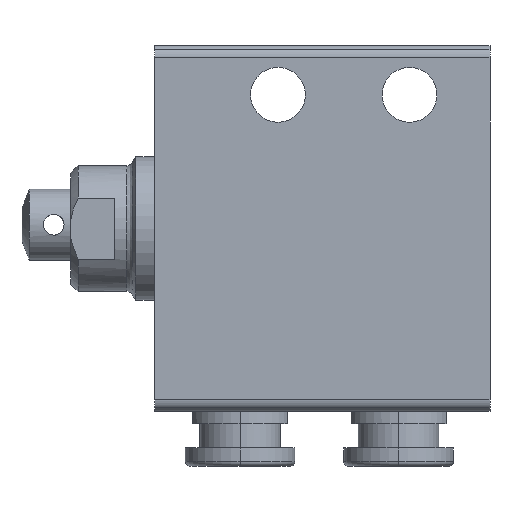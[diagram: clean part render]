
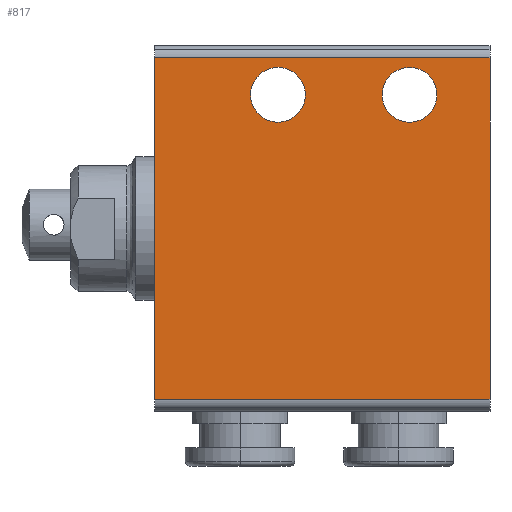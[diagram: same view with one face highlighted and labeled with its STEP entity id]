
A CAD part, left-side view. The second image highlights one B-rep face of the part: STEP entity #817.
In plain terms, the highlighted planar face has unit normal (-1, 0, 0).
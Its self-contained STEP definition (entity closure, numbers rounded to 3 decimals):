
#152=CARTESIAN_POINT('',(-7.5,3.65,8.727));
#153=VERTEX_POINT('',#152);
#162=CARTESIAN_POINT('',(-7.5,3.65,13.227));
#163=VERTEX_POINT('',#162);
#164=CARTESIAN_POINT('',(-7.5,3.65,10.977));
#165=DIRECTION('',(1.0,0.0,0.0));
#166=DIRECTION('',(0.0,0.0,-1.0));
#167=AXIS2_PLACEMENT_3D('',#164,#165,#166);
#168=CIRCLE('',#167,2.25);
#169=EDGE_CURVE('',#163,#153,#168,.T.);
#194=CARTESIAN_POINT('',(-7.5,-7.15,8.727));
#195=VERTEX_POINT('',#194);
#204=CARTESIAN_POINT('',(-7.5,-7.15,13.227));
#205=VERTEX_POINT('',#204);
#206=CARTESIAN_POINT('',(-7.5,-7.15,10.977));
#207=DIRECTION('',(1.0,0.0,0.0));
#208=DIRECTION('',(0.0,0.0,-1.0));
#209=AXIS2_PLACEMENT_3D('',#206,#207,#208);
#210=CIRCLE('',#209,2.25);
#211=EDGE_CURVE('',#205,#195,#210,.T.);
#683=CARTESIAN_POINT('',(-7.5,13.75,14.));
#684=VERTEX_POINT('',#683);
#692=CARTESIAN_POINT('',(-7.5,-13.75,14.));
#693=VERTEX_POINT('',#692);
#694=CARTESIAN_POINT('',(-7.5,13.75,14.));
#695=DIRECTION('',(0.0,-1.0,0.0));
#696=VECTOR('',#695,27.5);
#697=LINE('',#694,#696);
#698=EDGE_CURVE('',#684,#693,#697,.T.);
#716=CARTESIAN_POINT('',(-7.5,-13.75,-14.));
#717=VERTEX_POINT('',#716);
#718=CARTESIAN_POINT('',(-7.5,-13.75,-14.));
#719=DIRECTION('',(0.0,0.0,1.0));
#720=VECTOR('',#719,28.0);
#721=LINE('',#718,#720);
#722=EDGE_CURVE('',#717,#693,#721,.T.);
#774=CARTESIAN_POINT('',(-7.5,-13.75,-15.0));
#775=DIRECTION('',(-1.0,0.0,0.0));
#776=DIRECTION('',(0.0,0.0,1.0));
#777=AXIS2_PLACEMENT_3D('',#774,#775,#776);
#778=PLANE('',#777);
#779=ORIENTED_EDGE('',*,*,#698,.F.);
#780=CARTESIAN_POINT('',(-7.5,13.75,-14.));
#781=VERTEX_POINT('',#780);
#782=CARTESIAN_POINT('',(-7.5,13.75,-14.));
#783=DIRECTION('',(0.0,0.0,1.0));
#784=VECTOR('',#783,28.0);
#785=LINE('',#782,#784);
#786=EDGE_CURVE('',#781,#684,#785,.T.);
#787=ORIENTED_EDGE('',*,*,#786,.F.);
#788=CARTESIAN_POINT('',(-7.5,-13.75,-14.));
#789=DIRECTION('',(0.0,1.0,0.0));
#790=VECTOR('',#789,27.5);
#791=LINE('',#788,#790);
#792=EDGE_CURVE('',#717,#781,#791,.T.);
#793=ORIENTED_EDGE('',*,*,#792,.F.);
#794=ORIENTED_EDGE('',*,*,#722,.T.);
#795=EDGE_LOOP('',(#779,#787,#793,#794));
#796=FACE_OUTER_BOUND('',#795,.T.);
#797=ORIENTED_EDGE('',*,*,#211,.T.);
#798=CARTESIAN_POINT('',(-7.5,-7.15,10.977));
#799=DIRECTION('',(1.0,0.0,0.0));
#800=DIRECTION('',(0.0,0.0,-1.0));
#801=AXIS2_PLACEMENT_3D('',#798,#799,#800);
#802=CIRCLE('',#801,2.25);
#803=EDGE_CURVE('',#195,#205,#802,.T.);
#804=ORIENTED_EDGE('',*,*,#803,.T.);
#805=EDGE_LOOP('',(#797,#804));
#806=FACE_BOUND('',#805,.T.);
#807=ORIENTED_EDGE('',*,*,#169,.T.);
#808=CARTESIAN_POINT('',(-7.5,3.65,10.977));
#809=DIRECTION('',(1.0,0.0,0.0));
#810=DIRECTION('',(0.0,0.0,-1.0));
#811=AXIS2_PLACEMENT_3D('',#808,#809,#810);
#812=CIRCLE('',#811,2.25);
#813=EDGE_CURVE('',#153,#163,#812,.T.);
#814=ORIENTED_EDGE('',*,*,#813,.T.);
#815=EDGE_LOOP('',(#807,#814));
#816=FACE_BOUND('',#815,.T.);
#817=ADVANCED_FACE('',(#796,#806,#816),#778,.T.);
